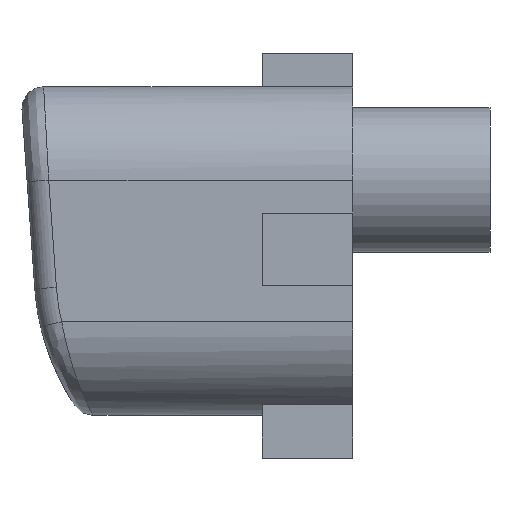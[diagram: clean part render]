
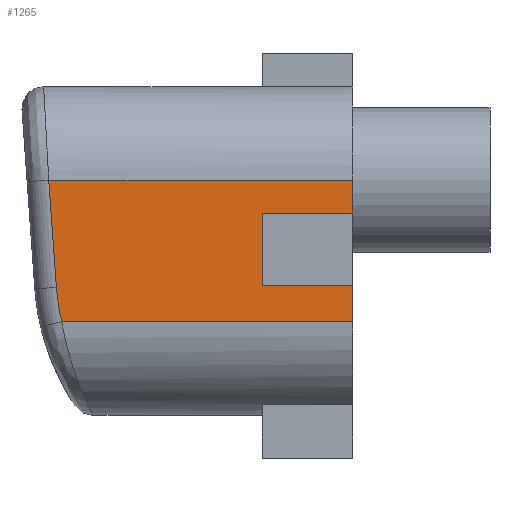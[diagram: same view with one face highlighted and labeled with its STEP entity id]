
A CAD part, left-side view. The second image highlights one B-rep face of the part: STEP entity #1265.
In plain terms, the highlighted planar face has unit normal (-1, 0, 0).
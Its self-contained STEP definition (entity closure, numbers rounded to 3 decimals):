
#1 = VERTEX_POINT ( 'NONE', #2316 ) ;
#6 = VERTEX_POINT ( 'NONE', #2323 ) ;
#51 = VERTEX_POINT ( 'NONE', #2366 ) ;
#290 = EDGE_LOOP ( 'NONE', ( #2597, #2604, #2607, #2600, #2596, #2601, #2614, #2621, #2606 ) ) ;
#322 = VERTEX_POINT ( 'NONE', #395 ) ;
#327 = VERTEX_POINT ( 'NONE', #393 ) ;
#334 = VERTEX_POINT ( 'NONE', #385 ) ;
#338 = VERTEX_POINT ( 'NONE', #388 ) ;
#344 = VERTEX_POINT ( 'NONE', #389 ) ;
#345 = VERTEX_POINT ( 'NONE', #370 ) ;
#348 = DIRECTION ( 'NONE',  ( 0., -1., 0. ) ) ;
#370 = CARTESIAN_POINT ( 'NONE',  ( -2.59, 8.202, -2.967 ) ) ;
#385 = CARTESIAN_POINT ( 'NONE',  ( -2.59, 0., -3.92 ) ) ;
#388 = CARTESIAN_POINT ( 'NONE',  ( -2.59, 2.5, -2.91 ) ) ;
#389 = CARTESIAN_POINT ( 'NONE',  ( -2.59, 8.413, 0. ) ) ;
#393 = CARTESIAN_POINT ( 'NONE',  ( -2.59, 0., -0.91 ) ) ;
#395 = CARTESIAN_POINT ( 'NONE',  ( -2.59, 2.5, -0.91 ) ) ;
#416 = CARTESIAN_POINT ( 'NONE',  ( -2.59, 10., -3.92 ) ) ;
#614 = CARTESIAN_POINT ( 'NONE',  ( -2.59, 0., 0. ) ) ;
#627 = EDGE_CURVE ( 'NONE', #6, #334, #2016, .T. ) ;
#642 = EDGE_CURVE ( 'NONE', #1, #334, #2039, .T. ) ;
#645 = EDGE_CURVE ( 'NONE', #51, #327, #2046, .T. ) ;
#693 = CARTESIAN_POINT ( 'NONE',  ( -2.59, 10., 0. ) ) ;
#695 = PLANE ( 'NONE',  #1920 ) ;
#697 = DIRECTION ( 'NONE',  ( -1., 0., 0. ) ) ;
#698 = DIRECTION ( 'NONE',  ( 0., 0., 1. ) ) ;
#1265 = ADVANCED_FACE ( 'NONE', ( #2061 ), #695, .T. ) ;
#1465 = DIRECTION ( 'NONE',  ( 0., -0.071, -0.997 ) ) ;
#1476 = DIRECTION ( 'NONE',  ( 0., -1., 0. ) ) ;
#1480 = CARTESIAN_POINT ( 'NONE',  ( -2.59, 10., 0. ) ) ;
#1484 = CARTESIAN_POINT ( 'NONE',  ( -2.59, 2.5, -0.91 ) ) ;
#1485 = DIRECTION ( 'NONE',  ( 0., -1., 0. ) ) ;
#1486 = CARTESIAN_POINT ( 'NONE',  ( -2.59, 2.5, 0. ) ) ;
#1487 = DIRECTION ( 'NONE',  ( 0., 0., -1. ) ) ;
#1488 = CARTESIAN_POINT ( 'NONE',  ( -2.59, 2.5, -2.91 ) ) ;
#1489 = CARTESIAN_POINT ( 'NONE',  ( -2.59, 8.202, -2.967 ) ) ;
#1490 = DIRECTION ( 'NONE',  ( 0., -1., 0. ) ) ;
#1493 = CARTESIAN_POINT ( 'NONE',  ( -2.59, 2.162, -2.536 ) ) ;
#1494 = DIRECTION ( 'NONE',  ( -1., 0., 0. ) ) ;
#1495 = DIRECTION ( 'NONE',  ( 0., 0., 1. ) ) ;
#1761 = EDGE_CURVE ( 'NONE', #344, #51, #2193, .T. ) ;
#1762 = EDGE_CURVE ( 'NONE', #322, #327, #2197, .T. ) ;
#1763 = EDGE_CURVE ( 'NONE', #322, #338, #2199, .T. ) ;
#1764 = EDGE_CURVE ( 'NONE', #338, #1, #2201, .T. ) ;
#1765 = EDGE_CURVE ( 'NONE', #345, #6, #2196, .T. ) ;
#1766 = EDGE_CURVE ( 'NONE', #344, #345, #2205, .T. ) ;
#1920 = AXIS2_PLACEMENT_3D ( 'NONE', #693, #697, #698 ) ;
#2016 = LINE ( 'NONE', #416, #2021 ) ;
#2021 = VECTOR ( 'NONE', #348, 1000. ) ;
#2039 = LINE ( 'NONE', #2581, #2043 ) ;
#2043 = VECTOR ( 'NONE', #2580, 1000. ) ;
#2046 = LINE ( 'NONE', #614, #2048 ) ;
#2048 = VECTOR ( 'NONE', #2631, 1000. ) ;
#2061 = FACE_OUTER_BOUND ( 'NONE', #290, .T. ) ;
#2193 = LINE ( 'NONE', #1480, #2198 ) ;
#2196 = CIRCLE ( 'NONE', #2258, 6.055 ) ;
#2197 = LINE ( 'NONE', #1484, #2200 ) ;
#2198 = VECTOR ( 'NONE', #1476, 1000. ) ;
#2199 = LINE ( 'NONE', #1486, #2202 ) ;
#2200 = VECTOR ( 'NONE', #1485, 1000. ) ;
#2201 = LINE ( 'NONE', #1488, #2204 ) ;
#2202 = VECTOR ( 'NONE', #1487, 1000. ) ;
#2204 = VECTOR ( 'NONE', #1490, 1000. ) ;
#2205 = LINE ( 'NONE', #1489, #2207 ) ;
#2207 = VECTOR ( 'NONE', #1465, 1000. ) ;
#2258 = AXIS2_PLACEMENT_3D ( 'NONE', #1493, #1494, #1495 ) ;
#2316 = CARTESIAN_POINT ( 'NONE',  ( -2.59, 0., -2.91 ) ) ;
#2323 = CARTESIAN_POINT ( 'NONE',  ( -2.59, 8.057, -3.92 ) ) ;
#2366 = CARTESIAN_POINT ( 'NONE',  ( -2.59, 0., 0. ) ) ;
#2580 = DIRECTION ( 'NONE',  ( 0., 0., -1. ) ) ;
#2581 = CARTESIAN_POINT ( 'NONE',  ( -2.59, 0., 0. ) ) ;
#2596 = ORIENTED_EDGE ( 'NONE', *, *, #1764, .F. ) ;
#2597 = ORIENTED_EDGE ( 'NONE', *, *, #1766, .T. ) ;
#2600 = ORIENTED_EDGE ( 'NONE', *, *, #642, .F. ) ;
#2601 = ORIENTED_EDGE ( 'NONE', *, *, #1763, .F. ) ;
#2604 = ORIENTED_EDGE ( 'NONE', *, *, #1765, .T. ) ;
#2606 = ORIENTED_EDGE ( 'NONE', *, *, #1761, .F. ) ;
#2607 = ORIENTED_EDGE ( 'NONE', *, *, #627, .T. ) ;
#2614 = ORIENTED_EDGE ( 'NONE', *, *, #1762, .T. ) ;
#2621 = ORIENTED_EDGE ( 'NONE', *, *, #645, .F. ) ;
#2631 = DIRECTION ( 'NONE',  ( 0., 0., -1. ) ) ;
